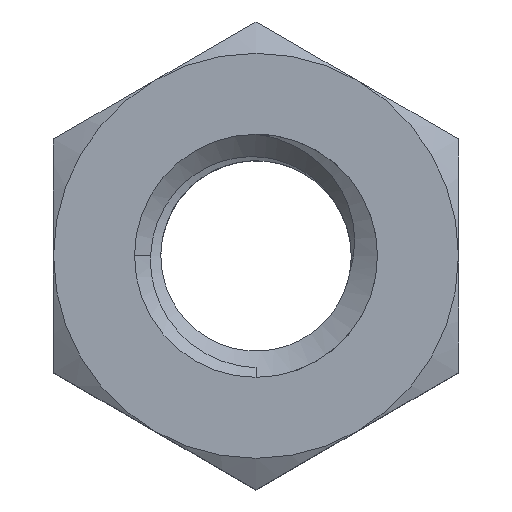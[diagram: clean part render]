
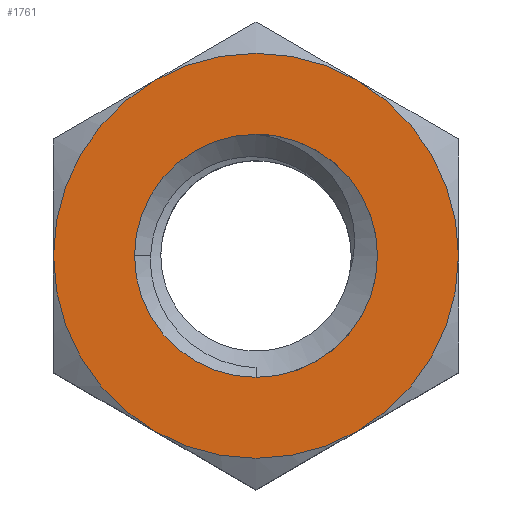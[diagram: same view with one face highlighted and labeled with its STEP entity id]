
A CAD part, top view. The second image highlights one B-rep face of the part: STEP entity #1761.
In plain terms, the highlighted planar face has unit normal (0, 0, 1).
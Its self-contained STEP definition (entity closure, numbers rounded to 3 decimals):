
#17 = DIRECTION ( 'NONE',  ( 1., 0., 0. ) ) ;
#94 = DIRECTION ( 'NONE',  ( 0., 0., -1. ) ) ;
#125 = DIRECTION ( 'NONE',  ( -1., 0., 0. ) ) ;
#136 = DIRECTION ( 'NONE',  ( 1., 0., 0. ) ) ;
#199 = AXIS2_PLACEMENT_3D ( 'NONE', #1003, #94, #1533 ) ;
#264 = EDGE_LOOP ( 'NONE', ( #355, #1666, #1767, #1670, #748, #1823 ) ) ;
#304 = CARTESIAN_POINT ( 'NONE',  ( 3., 0., 2.5 ) ) ;
#321 = ORIENTED_EDGE ( 'NONE', *, *, #520, .F. ) ;
#355 = ORIENTED_EDGE ( 'NONE', *, *, #1577, .T. ) ;
#356 = CARTESIAN_POINT ( 'NONE',  ( -5., 2.887, 2.5 ) ) ;
#422 = VERTEX_POINT ( 'NONE', #1737 ) ;
#482 = DIRECTION ( 'NONE',  ( 0., 0., 1. ) ) ;
#516 = VERTEX_POINT ( 'NONE', #704 ) ;
#519 = CIRCLE ( 'NONE', #2084, 3. ) ;
#520 = EDGE_CURVE ( 'NONE', #852, #2365, #522, .T. ) ;
#522 = CIRCLE ( 'NONE', #1826, 3. ) ;
#525 = DIRECTION ( 'NONE',  ( 0., 0., 1. ) ) ;
#529 = CARTESIAN_POINT ( 'NONE',  ( 0., -3., 2.5 ) ) ;
#555 = AXIS2_PLACEMENT_3D ( 'NONE', #1249, #714, #2329 ) ;
#579 = ORIENTED_EDGE ( 'NONE', *, *, #987, .F. ) ;
#586 = FACE_BOUND ( 'NONE', #1058, .T. ) ;
#602 = AXIS2_PLACEMENT_3D ( 'NONE', #807, #2076, #1494 ) ;
#674 = AXIS2_PLACEMENT_3D ( 'NONE', #905, #1076, #2182 ) ;
#698 = CARTESIAN_POINT ( 'NONE',  ( 0., 0., 2.5 ) ) ;
#704 = CARTESIAN_POINT ( 'NONE',  ( 5., 0., 2.5 ) ) ;
#714 = DIRECTION ( 'NONE',  ( 0., 0., 1. ) ) ;
#728 = CIRCLE ( 'NONE', #555, 5. ) ;
#746 = DIRECTION ( 'NONE',  ( 1., 0., 0. ) ) ;
#748 = ORIENTED_EDGE ( 'NONE', *, *, #2103, .T. ) ;
#749 = EDGE_CURVE ( 'NONE', #852, #882, #1501, .T. ) ;
#790 = DIRECTION ( 'NONE',  ( 1., 0., 0. ) ) ;
#807 = CARTESIAN_POINT ( 'NONE',  ( 0., 0., 2.5 ) ) ;
#816 = DIRECTION ( 'NONE',  ( 1., 0., 0. ) ) ;
#822 = AXIS2_PLACEMENT_3D ( 'NONE', #1401, #2134, #125 ) ;
#831 = CIRCLE ( 'NONE', #1499, 5. ) ;
#852 = VERTEX_POINT ( 'NONE', #2311 ) ;
#882 = VERTEX_POINT ( 'NONE', #304 ) ;
#895 = CIRCLE ( 'NONE', #674, 5. ) ;
#899 = DIRECTION ( 'NONE',  ( 0., 0., 1. ) ) ;
#905 = CARTESIAN_POINT ( 'NONE',  ( 0., 0., 2.5 ) ) ;
#987 = EDGE_CURVE ( 'NONE', #2365, #1104, #519, .T. ) ;
#1003 = CARTESIAN_POINT ( 'NONE',  ( 0., 0., 2.5 ) ) ;
#1008 = CARTESIAN_POINT ( 'NONE',  ( 0., 0., 2.5 ) ) ;
#1058 = EDGE_LOOP ( 'NONE', ( #321, #1848, #1193, #579 ) ) ;
#1076 = DIRECTION ( 'NONE',  ( 0., 0., 1. ) ) ;
#1078 = CARTESIAN_POINT ( 'NONE',  ( 0., 0., 2.5 ) ) ;
#1087 = CARTESIAN_POINT ( 'NONE',  ( 2.5, -4.33, 2.5 ) ) ;
#1104 = VERTEX_POINT ( 'NONE', #529 ) ;
#1144 = VERTEX_POINT ( 'NONE', #2174 ) ;
#1193 = ORIENTED_EDGE ( 'NONE', *, *, #1675, .T. ) ;
#1218 = EDGE_CURVE ( 'NONE', #1144, #1269, #1231, .T. ) ;
#1231 = CIRCLE ( 'NONE', #602, 5. ) ;
#1246 = DIRECTION ( 'NONE',  ( 0., 0., 1. ) ) ;
#1249 = CARTESIAN_POINT ( 'NONE',  ( 0., 0., 2.5 ) ) ;
#1269 = VERTEX_POINT ( 'NONE', #1547 ) ;
#1325 = CARTESIAN_POINT ( 'NONE',  ( -2.5, -4.33, 2.5 ) ) ;
#1401 = CARTESIAN_POINT ( 'NONE',  ( 0., 0., 2.5 ) ) ;
#1454 = FACE_OUTER_BOUND ( 'NONE', #264, .T. ) ;
#1494 = DIRECTION ( 'NONE',  ( 1., 0., 0. ) ) ;
#1499 = AXIS2_PLACEMENT_3D ( 'NONE', #1008, #482, #816 ) ;
#1501 = CIRCLE ( 'NONE', #199, 3. ) ;
#1502 = CARTESIAN_POINT ( 'NONE',  ( 0., 0., 2.5 ) ) ;
#1533 = DIRECTION ( 'NONE',  ( -1., 0., 0. ) ) ;
#1547 = CARTESIAN_POINT ( 'NONE',  ( -2.5, 4.33, 2.5 ) ) ;
#1570 = CARTESIAN_POINT ( 'NONE',  ( -3., 0., 2.5 ) ) ;
#1577 = EDGE_CURVE ( 'NONE', #1819, #516, #2285, .T. ) ;
#1596 = EDGE_CURVE ( 'NONE', #1269, #422, #728, .T. ) ;
#1666 = ORIENTED_EDGE ( 'NONE', *, *, #1799, .T. ) ;
#1670 = ORIENTED_EDGE ( 'NONE', *, *, #1596, .T. ) ;
#1675 = EDGE_CURVE ( 'NONE', #882, #1104, #1677, .T. ) ;
#1677 = CIRCLE ( 'NONE', #822, 3. ) ;
#1699 = AXIS2_PLACEMENT_3D ( 'NONE', #1502, #1867, #790 ) ;
#1729 = CIRCLE ( 'NONE', #1699, 5. ) ;
#1737 = CARTESIAN_POINT ( 'NONE',  ( -5., 0., 2.5 ) ) ;
#1761 = ADVANCED_FACE ( 'NONE', ( #586, #1454 ), #1795, .T. ) ;
#1767 = ORIENTED_EDGE ( 'NONE', *, *, #1218, .T. ) ;
#1795 = PLANE ( 'NONE',  #2298 ) ;
#1799 = EDGE_CURVE ( 'NONE', #516, #1144, #895, .T. ) ;
#1819 = VERTEX_POINT ( 'NONE', #1087 ) ;
#1823 = ORIENTED_EDGE ( 'NONE', *, *, #1967, .T. ) ;
#1826 = AXIS2_PLACEMENT_3D ( 'NONE', #2169, #1246, #136 ) ;
#1848 = ORIENTED_EDGE ( 'NONE', *, *, #749, .T. ) ;
#1867 = DIRECTION ( 'NONE',  ( 0., 0., 1. ) ) ;
#1925 = AXIS2_PLACEMENT_3D ( 'NONE', #698, #525, #2164 ) ;
#1967 = EDGE_CURVE ( 'NONE', #2029, #1819, #1729, .T. ) ;
#2016 = DIRECTION ( 'NONE',  ( 0., 0., 1. ) ) ;
#2029 = VERTEX_POINT ( 'NONE', #1325 ) ;
#2076 = DIRECTION ( 'NONE',  ( 0., 0., 1. ) ) ;
#2084 = AXIS2_PLACEMENT_3D ( 'NONE', #1078, #2016, #17 ) ;
#2103 = EDGE_CURVE ( 'NONE', #422, #2029, #831, .T. ) ;
#2134 = DIRECTION ( 'NONE',  ( 0., 0., -1. ) ) ;
#2164 = DIRECTION ( 'NONE',  ( 1., 0., 0. ) ) ;
#2169 = CARTESIAN_POINT ( 'NONE',  ( 0., 0., 2.5 ) ) ;
#2174 = CARTESIAN_POINT ( 'NONE',  ( 2.5, 4.33, 2.5 ) ) ;
#2182 = DIRECTION ( 'NONE',  ( 1., 0., 0. ) ) ;
#2285 = CIRCLE ( 'NONE', #1925, 5. ) ;
#2298 = AXIS2_PLACEMENT_3D ( 'NONE', #356, #899, #746 ) ;
#2311 = CARTESIAN_POINT ( 'NONE',  ( 0., 3., 2.5 ) ) ;
#2329 = DIRECTION ( 'NONE',  ( 1., 0., 0. ) ) ;
#2365 = VERTEX_POINT ( 'NONE', #1570 ) ;
